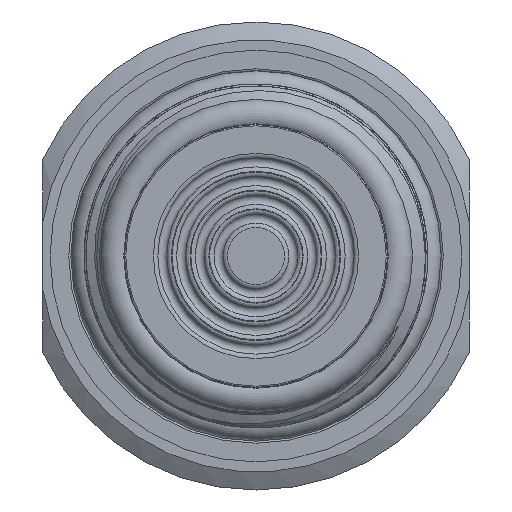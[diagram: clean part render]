
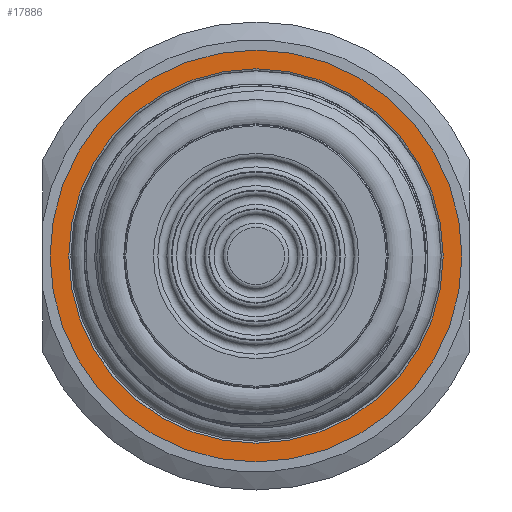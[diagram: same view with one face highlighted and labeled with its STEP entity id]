
A CAD part, left-side view. The second image highlights one B-rep face of the part: STEP entity #17886.
In plain terms, the highlighted planar face has unit normal (-1, 0, 0).
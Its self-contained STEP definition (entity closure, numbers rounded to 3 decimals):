
#272=FACE_BOUND('',#3095,.T.);
#1029=PLANE('',#18800);
#2036=FACE_OUTER_BOUND('',#3094,.T.);
#3094=EDGE_LOOP('',(#16644));
#3095=EDGE_LOOP('',(#16645));
#3447=CIRCLE('',#18798,18.);
#3449=CIRCLE('',#18801,19.8);
#8590=VERTEX_POINT('',#55637);
#8591=VERTEX_POINT('',#55641);
#11280=EDGE_CURVE('',#8590,#8590,#3447,.T.);
#11282=EDGE_CURVE('',#8591,#8591,#3449,.T.);
#16644=ORIENTED_EDGE('',*,*,#11282,.F.);
#16645=ORIENTED_EDGE('',*,*,#11280,.T.);
#17886=ADVANCED_FACE('',(#2036,#272),#1029,.T.);
#18798=AXIS2_PLACEMENT_3D('',#55638,#21459,#21460);
#18800=AXIS2_PLACEMENT_3D('',#55640,#21463,#21464);
#18801=AXIS2_PLACEMENT_3D('',#55642,#21465,#21466);
#21459=DIRECTION('center_axis',(1.,0.,0.));
#21460=DIRECTION('ref_axis',(0.,0.,-1.));
#21463=DIRECTION('center_axis',(-1.,0.,0.));
#21464=DIRECTION('ref_axis',(0.,0.,1.));
#21465=DIRECTION('center_axis',(1.,0.,0.));
#21466=DIRECTION('ref_axis',(0.,0.,-1.));
#55637=CARTESIAN_POINT('',(25.,0.,18.));
#55638=CARTESIAN_POINT('Origin',(25.,0.,0.));
#55640=CARTESIAN_POINT('Origin',(25.,19.8,0.));
#55641=CARTESIAN_POINT('',(25.,-19.8,0.));
#55642=CARTESIAN_POINT('Origin',(25.,0.,0.));
